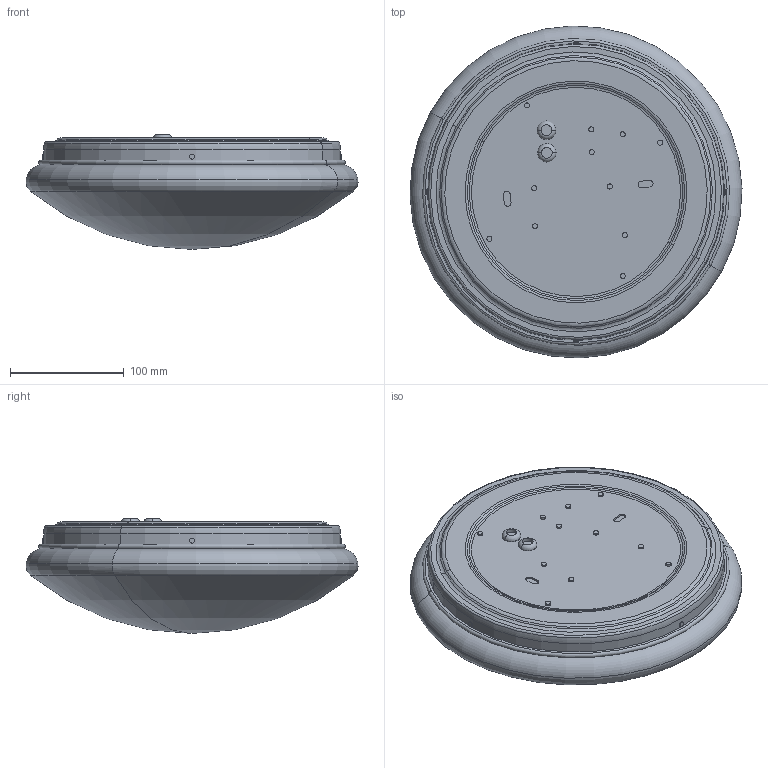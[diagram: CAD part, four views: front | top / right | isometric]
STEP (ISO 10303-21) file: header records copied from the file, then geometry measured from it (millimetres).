
FILE_DESCRIPTION('');
FILE_NAME('');
FILE_SCHEMA(('CONFIG_CONTROL_DESIGN'));
Length unit declared in the file: millimetre
Products named in the file (1): EO10850004
Bounding box: 292.17 x 292.17 x 101.07 mm (x, y, z)
Volume: 4411079.2 mm3; surface area: 281197.8 mm2
Topology: 6 solids, 6 shells, 106 faces, 206 edges, 127 vertices
Faces by surface type: cylinder 54, plane 24, torus 22, cone 4, sphere 2
Entity records: 2517 total; most frequent: CARTESIAN_POINT 564, ORIENTED_EDGE 408, DIRECTION 300, EDGE_CURVE 204, AXIS2_PLACEMENT_3D 183, VERTEX_POINT 127, CIRCLE 126, EDGE_LOOP 123
